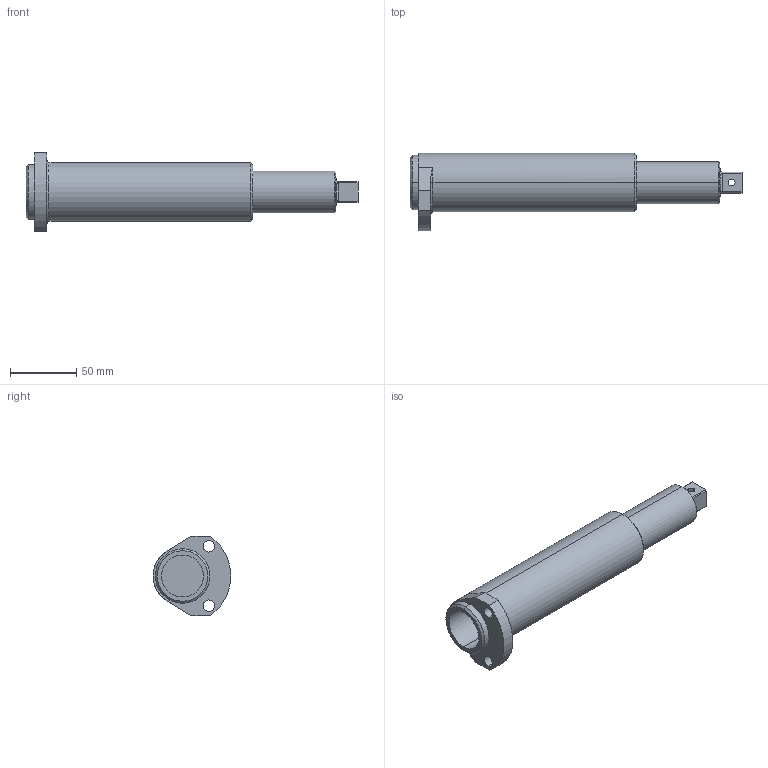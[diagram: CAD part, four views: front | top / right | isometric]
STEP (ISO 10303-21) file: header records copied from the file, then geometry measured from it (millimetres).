
FILE_DESCRIPTION (( 'STEP AP203' ), '1' );
FILE_NAME ('OA-3S3-62-62.STEP', '2012-12-19T18:58:11', ( '' ), ( '' ), 'SwSTEP 2.0', 'SolidWorks 2013', '' );
FILE_SCHEMA (( 'CONFIG_CONTROL_DESIGN' ));
Length unit declared in the file: inch
Products named in the file (3): SA-158H; R-6-12-6.50-20-1; OA-3S3-62-62
Assembly tree (2 placements, depth 2):
  OA-3S3-62-62
    SA-158H
    R-6-12-6.50-20-1
Bounding box: 251.21 x 58.74 x 59.94 mm (x, y, z)
Volume: 279751.2 mm3; surface area: 65289.6 mm2
Topology: 2 solids, 2 shells, 49 faces, 121 edges, 78 vertices
Faces by surface type: cylinder 21, plane 19, cone 6, torus 3
Entity records: 1867 total; most frequent: CARTESIAN_POINT 347, DIRECTION 274, ORIENTED_EDGE 242, EDGE_CURVE 121, AXIS2_PLACEMENT_3D 109, VERTEX_POINT 78, EDGE_LOOP 59, LINE 56
